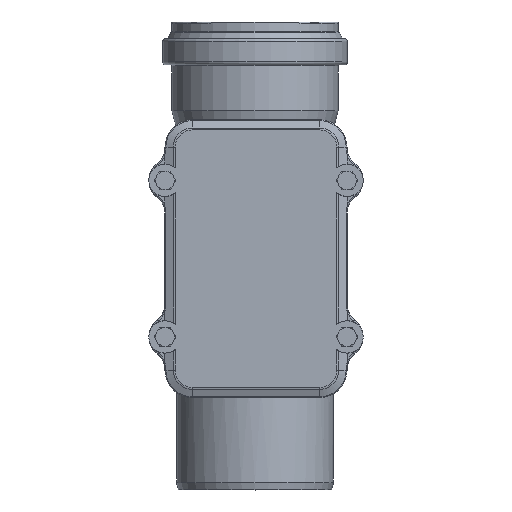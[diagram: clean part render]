
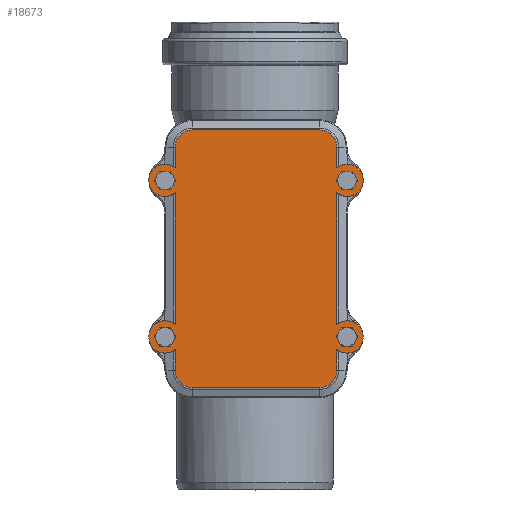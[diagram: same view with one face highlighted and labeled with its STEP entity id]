
A CAD part, top view. The second image highlights one B-rep face of the part: STEP entity #18673.
In plain terms, the highlighted planar face has unit normal (0, 0, 1).
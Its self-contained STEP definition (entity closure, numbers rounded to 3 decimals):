
#1776=FACE_BOUND('',#4349,.T.);
#1777=FACE_BOUND('',#4350,.T.);
#1778=FACE_BOUND('',#4351,.T.);
#1779=FACE_BOUND('',#4352,.T.);
#2027=PLANE('',#20722);
#3094=FACE_OUTER_BOUND('',#4348,.T.);
#4348=EDGE_LOOP('',(#16574,#16575,#16576,#16577,#16578,#16579,#16580,#16581,
#16582,#16583,#16584,#16585,#16586,#16587,#16588,#16589));
#4349=EDGE_LOOP('',(#16590));
#4350=EDGE_LOOP('',(#16591));
#4351=EDGE_LOOP('',(#16592));
#4352=EDGE_LOOP('',(#16593));
#5186=CIRCLE('',#20714,17.559);
#5190=CIRCLE('',#20720,17.559);
#5191=CIRCLE('',#20723,16.5);
#5192=CIRCLE('',#20724,16.5);
#5193=CIRCLE('',#20725,16.5);
#5194=CIRCLE('',#20726,17.559);
#5195=CIRCLE('',#20727,17.559);
#5196=CIRCLE('',#20728,16.5);
#5197=CIRCLE('',#20729,6.5);
#5198=CIRCLE('',#20730,6.5);
#5199=CIRCLE('',#20731,6.5);
#5200=CIRCLE('',#20732,6.5);
#6313=LINE('',#40670,#7459);
#6315=LINE('',#40682,#7461);
#6317=LINE('',#40699,#7463);
#6318=LINE('',#40706,#7464);
#6319=LINE('',#40710,#7465);
#6320=LINE('',#40714,#7466);
#6321=LINE('',#40718,#7467);
#6322=LINE('',#40721,#7468);
#7459=VECTOR('',#25734,21.223);
#7461=VECTOR('',#25748,130.);
#7463=VECTOR('',#25760,21.223);
#7464=VECTOR('',#25767,134.447);
#7465=VECTOR('',#25770,21.223);
#7466=VECTOR('',#25773,130.);
#7467=VECTOR('',#25776,21.223);
#7468=VECTOR('',#25779,134.447);
#9001=VERTEX_POINT('',#40658);
#9004=VERTEX_POINT('',#40663);
#9005=VERTEX_POINT('',#40672);
#9007=VERTEX_POINT('',#40678);
#9009=VERTEX_POINT('',#40684);
#9011=VERTEX_POINT('',#40690);
#9013=VERTEX_POINT('',#40701);
#9014=VERTEX_POINT('',#40703);
#9015=VERTEX_POINT('',#40705);
#9016=VERTEX_POINT('',#40707);
#9017=VERTEX_POINT('',#40709);
#9018=VERTEX_POINT('',#40711);
#9019=VERTEX_POINT('',#40713);
#9020=VERTEX_POINT('',#40715);
#9021=VERTEX_POINT('',#40717);
#9022=VERTEX_POINT('',#40719);
#9023=VERTEX_POINT('',#40722);
#9024=VERTEX_POINT('',#40724);
#9025=VERTEX_POINT('',#40726);
#9026=VERTEX_POINT('',#40728);
#11584=EDGE_CURVE('',#9004,#9001,#6313,.T.);
#11587=EDGE_CURVE('',#9001,#9005,#5186,.T.);
#11590=EDGE_CURVE('',#9005,#9007,#6315,.T.);
#11593=EDGE_CURVE('',#9007,#9009,#5190,.T.);
#11596=EDGE_CURVE('',#9009,#9011,#6317,.T.);
#11597=EDGE_CURVE('',#9011,#9013,#5191,.T.);
#11598=EDGE_CURVE('',#9014,#9004,#5192,.T.);
#11599=EDGE_CURVE('',#9015,#9014,#6318,.T.);
#11600=EDGE_CURVE('',#9016,#9015,#5193,.T.);
#11601=EDGE_CURVE('',#9017,#9016,#6319,.T.);
#11602=EDGE_CURVE('',#9018,#9017,#5194,.T.);
#11603=EDGE_CURVE('',#9019,#9018,#6320,.T.);
#11604=EDGE_CURVE('',#9020,#9019,#5195,.T.);
#11605=EDGE_CURVE('',#9021,#9020,#6321,.T.);
#11606=EDGE_CURVE('',#9022,#9021,#5196,.T.);
#11607=EDGE_CURVE('',#9013,#9022,#6322,.T.);
#11608=EDGE_CURVE('',#9023,#9023,#5197,.T.);
#11609=EDGE_CURVE('',#9024,#9024,#5198,.T.);
#11610=EDGE_CURVE('',#9025,#9025,#5199,.T.);
#11611=EDGE_CURVE('',#9026,#9026,#5200,.T.);
#16574=ORIENTED_EDGE('',*,*,#11597,.F.);
#16575=ORIENTED_EDGE('',*,*,#11596,.F.);
#16576=ORIENTED_EDGE('',*,*,#11593,.F.);
#16577=ORIENTED_EDGE('',*,*,#11590,.F.);
#16578=ORIENTED_EDGE('',*,*,#11587,.F.);
#16579=ORIENTED_EDGE('',*,*,#11584,.F.);
#16580=ORIENTED_EDGE('',*,*,#11598,.F.);
#16581=ORIENTED_EDGE('',*,*,#11599,.F.);
#16582=ORIENTED_EDGE('',*,*,#11600,.F.);
#16583=ORIENTED_EDGE('',*,*,#11601,.F.);
#16584=ORIENTED_EDGE('',*,*,#11602,.F.);
#16585=ORIENTED_EDGE('',*,*,#11603,.F.);
#16586=ORIENTED_EDGE('',*,*,#11604,.F.);
#16587=ORIENTED_EDGE('',*,*,#11605,.F.);
#16588=ORIENTED_EDGE('',*,*,#11606,.F.);
#16589=ORIENTED_EDGE('',*,*,#11607,.F.);
#16590=ORIENTED_EDGE('',*,*,#11608,.T.);
#16591=ORIENTED_EDGE('',*,*,#11609,.T.);
#16592=ORIENTED_EDGE('',*,*,#11610,.T.);
#16593=ORIENTED_EDGE('',*,*,#11611,.T.);
#18673=ADVANCED_FACE('',(#3094,#1776,#1777,#1778,#1779),#2027,.T.);
#20714=AXIS2_PLACEMENT_3D('',#40676,#25741,#25742);
#20720=AXIS2_PLACEMENT_3D('',#40688,#25755,#25756);
#20722=AXIS2_PLACEMENT_3D('',#40700,#25761,#25762);
#20723=AXIS2_PLACEMENT_3D('',#40702,#25763,#25764);
#20724=AXIS2_PLACEMENT_3D('',#40704,#25765,#25766);
#20725=AXIS2_PLACEMENT_3D('',#40708,#25768,#25769);
#20726=AXIS2_PLACEMENT_3D('',#40712,#25771,#25772);
#20727=AXIS2_PLACEMENT_3D('',#40716,#25774,#25775);
#20728=AXIS2_PLACEMENT_3D('',#40720,#25777,#25778);
#20729=AXIS2_PLACEMENT_3D('',#40723,#25780,#25781);
#20730=AXIS2_PLACEMENT_3D('',#40725,#25782,#25783);
#20731=AXIS2_PLACEMENT_3D('',#40727,#25784,#25785);
#20732=AXIS2_PLACEMENT_3D('',#40729,#25786,#25787);
#25734=DIRECTION('',(0.,-1.,0.));
#25741=DIRECTION('center_axis',(0.,0.,-1.));
#25742=DIRECTION('ref_axis',(0.707,-0.707,0.));
#25748=DIRECTION('',(-1.,0.,0.));
#25755=DIRECTION('center_axis',(0.,0.,-1.));
#25756=DIRECTION('ref_axis',(-0.707,-0.707,0.));
#25760=DIRECTION('',(0.,1.,0.));
#25761=DIRECTION('center_axis',(0.,0.,1.));
#25762=DIRECTION('ref_axis',(1.,0.,0.));
#25763=DIRECTION('center_axis',(0.,0.,-1.));
#25764=DIRECTION('ref_axis',(-1.,0.,0.));
#25765=DIRECTION('center_axis',(0.,0.,-1.));
#25766=DIRECTION('ref_axis',(-1.,0.,0.));
#25767=DIRECTION('',(0.,-1.,0.));
#25768=DIRECTION('center_axis',(0.,0.,-1.));
#25769=DIRECTION('ref_axis',(-1.,0.,0.));
#25770=DIRECTION('',(0.,-1.,0.));
#25771=DIRECTION('center_axis',(0.,0.,-1.));
#25772=DIRECTION('ref_axis',(0.707,0.707,0.));
#25773=DIRECTION('',(1.,0.,0.));
#25774=DIRECTION('center_axis',(0.,0.,-1.));
#25775=DIRECTION('ref_axis',(-0.707,0.707,0.));
#25776=DIRECTION('',(0.,1.,0.));
#25777=DIRECTION('center_axis',(0.,0.,-1.));
#25778=DIRECTION('ref_axis',(-1.,0.,0.));
#25779=DIRECTION('',(0.,1.,0.));
#25780=DIRECTION('center_axis',(0.,0.,-1.));
#25781=DIRECTION('ref_axis',(-1.,0.,0.));
#25782=DIRECTION('center_axis',(0.,0.,-1.));
#25783=DIRECTION('ref_axis',(-1.,0.,0.));
#25784=DIRECTION('center_axis',(0.,0.,-1.));
#25785=DIRECTION('ref_axis',(-1.,0.,0.));
#25786=DIRECTION('center_axis',(0.,0.,-1.));
#25787=DIRECTION('ref_axis',(-1.,0.,0.));
#40658=CARTESIAN_POINT('',(82.559,-114.,25.));
#40663=CARTESIAN_POINT('',(82.559,-92.777,25.));
#40670=CARTESIAN_POINT('',(82.559,-28.5,25.));
#40672=CARTESIAN_POINT('',(65.,-131.559,25.));
#40676=CARTESIAN_POINT('Origin',(65.,-114.,25.));
#40678=CARTESIAN_POINT('',(-65.,-131.559,25.));
#40682=CARTESIAN_POINT('',(-16.25,-131.559,25.));
#40684=CARTESIAN_POINT('',(-82.559,-114.,25.));
#40688=CARTESIAN_POINT('Origin',(-65.,-114.,25.));
#40690=CARTESIAN_POINT('',(-82.559,-92.777,25.));
#40699=CARTESIAN_POINT('',(-82.559,28.5,25.));
#40700=CARTESIAN_POINT('Origin',(0.,0.,
25.));
#40701=CARTESIAN_POINT('',(-82.559,-67.223,25.));
#40702=CARTESIAN_POINT('Origin',(-93.,-80.,25.));
#40703=CARTESIAN_POINT('',(82.559,-67.223,25.));
#40704=CARTESIAN_POINT('Origin',(93.,-80.,25.));
#40705=CARTESIAN_POINT('',(82.559,67.223,25.));
#40706=CARTESIAN_POINT('',(82.559,-28.5,25.));
#40707=CARTESIAN_POINT('',(82.559,92.777,25.));
#40708=CARTESIAN_POINT('Origin',(93.,80.,25.));
#40709=CARTESIAN_POINT('',(82.559,114.,25.));
#40710=CARTESIAN_POINT('',(82.559,-28.5,25.));
#40711=CARTESIAN_POINT('',(65.,131.559,25.));
#40712=CARTESIAN_POINT('Origin',(65.,114.,25.));
#40713=CARTESIAN_POINT('',(-65.,131.559,25.));
#40714=CARTESIAN_POINT('',(16.25,131.559,25.));
#40715=CARTESIAN_POINT('',(-82.559,114.,25.));
#40716=CARTESIAN_POINT('Origin',(-65.,114.,25.));
#40717=CARTESIAN_POINT('',(-82.559,92.777,25.));
#40718=CARTESIAN_POINT('',(-82.559,28.5,25.));
#40719=CARTESIAN_POINT('',(-82.559,67.223,25.));
#40720=CARTESIAN_POINT('Origin',(-93.,80.,25.));
#40721=CARTESIAN_POINT('',(-82.559,28.5,25.));
#40722=CARTESIAN_POINT('',(-86.5,-80.,25.));
#40723=CARTESIAN_POINT('Origin',(-93.,-80.,25.));
#40724=CARTESIAN_POINT('',(-86.5,80.,25.));
#40725=CARTESIAN_POINT('Origin',(-93.,80.,25.));
#40726=CARTESIAN_POINT('',(99.5,80.,25.));
#40727=CARTESIAN_POINT('Origin',(93.,80.,25.));
#40728=CARTESIAN_POINT('',(99.5,-80.,25.));
#40729=CARTESIAN_POINT('Origin',(93.,-80.,25.));
